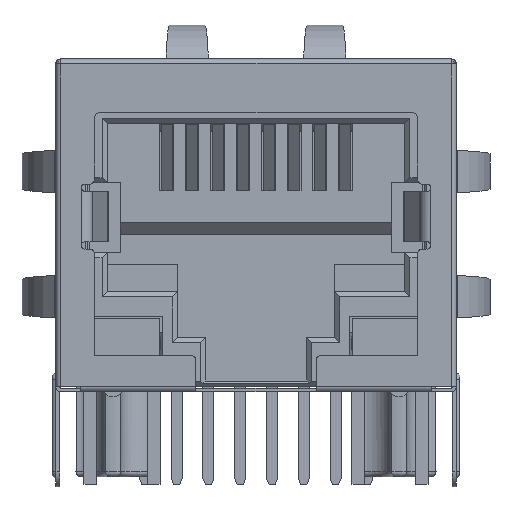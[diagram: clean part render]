
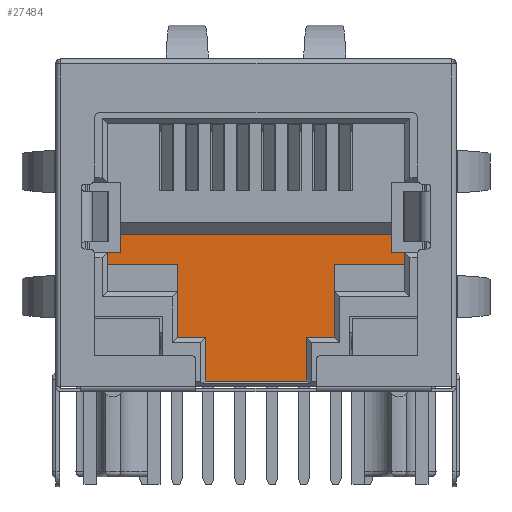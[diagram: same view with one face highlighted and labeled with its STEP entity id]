
A CAD part, front view. The second image highlights one B-rep face of the part: STEP entity #27484.
In plain terms, the highlighted planar face has unit normal (0, -1, 0).
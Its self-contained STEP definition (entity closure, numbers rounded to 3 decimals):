
#2891=ORIENTED_EDGE('',*,*,#10319,.F.);
#2892=ORIENTED_EDGE('',*,*,#10214,.T.);
#2893=ORIENTED_EDGE('',*,*,#10252,.F.);
#2894=ORIENTED_EDGE('',*,*,#10169,.F.);
#2895=ORIENTED_EDGE('',*,*,#10218,.F.);
#2896=ORIENTED_EDGE('',*,*,#10250,.F.);
#2897=ORIENTED_EDGE('',*,*,#10420,.T.);
#2898=ORIENTED_EDGE('',*,*,#10248,.T.);
#2899=ORIENTED_EDGE('',*,*,#10236,.F.);
#2900=ORIENTED_EDGE('',*,*,#10161,.T.);
#2901=ORIENTED_EDGE('',*,*,#10254,.T.);
#2902=ORIENTED_EDGE('',*,*,#10243,.T.);
#2903=ORIENTED_EDGE('',*,*,#10315,.T.);
#2904=ORIENTED_EDGE('',*,*,#10318,.T.);
#2905=ORIENTED_EDGE('',*,*,#9699,.T.);
#2906=ORIENTED_EDGE('',*,*,#10149,.T.);
#2907=ORIENTED_EDGE('',*,*,#10204,.T.);
#2908=ORIENTED_EDGE('',*,*,#10206,.T.);
#2909=ORIENTED_EDGE('',*,*,#9663,.T.);
#2910=ORIENTED_EDGE('',*,*,#10321,.F.);
#9663=EDGE_CURVE('',#13797,#13798,#16482,.T.);
#9699=EDGE_CURVE('',#13834,#13833,#16518,.T.);
#10149=EDGE_CURVE('',#13833,#14211,#16920,.T.);
#10161=EDGE_CURVE('',#14218,#14217,#16932,.T.);
#10169=EDGE_CURVE('',#14224,#14225,#16940,.T.);
#10204=EDGE_CURVE('',#14211,#14241,#16975,.T.);
#10206=EDGE_CURVE('',#14241,#13797,#16977,.T.);
#10214=EDGE_CURVE('',#14242,#14246,#16985,.T.);
#10218=EDGE_CURVE('',#14247,#14224,#16989,.T.);
#10236=EDGE_CURVE('',#14218,#14256,#17007,.T.);
#10243=EDGE_CURVE('',#14259,#14258,#17014,.T.);
#10248=EDGE_CURVE('',#14261,#14256,#17019,.T.);
#10250=EDGE_CURVE('',#14262,#14247,#17021,.T.);
#10252=EDGE_CURVE('',#14225,#14246,#17023,.T.);
#10254=EDGE_CURVE('',#14217,#14259,#17025,.T.);
#10315=EDGE_CURVE('',#14258,#14270,#17086,.T.);
#10318=EDGE_CURVE('',#14270,#13834,#17089,.T.);
#10319=EDGE_CURVE('',#14242,#14271,#17090,.T.);
#10321=EDGE_CURVE('',#14271,#13798,#17092,.T.);
#10420=EDGE_CURVE('',#14262,#14261,#17163,.T.);
#13797=VERTEX_POINT('',#42362);
#13798=VERTEX_POINT('',#42363);
#13833=VERTEX_POINT('',#42433);
#13834=VERTEX_POINT('',#42435);
#14211=VERTEX_POINT('',#43366);
#14217=VERTEX_POINT('',#43386);
#14218=VERTEX_POINT('',#43388);
#14224=VERTEX_POINT('',#43404);
#14225=VERTEX_POINT('',#43405);
#14241=VERTEX_POINT('',#43473);
#14242=VERTEX_POINT('',#43481);
#14246=VERTEX_POINT('',#43490);
#14247=VERTEX_POINT('',#43497);
#14256=VERTEX_POINT('',#43530);
#14258=VERTEX_POINT('',#43539);
#14259=VERTEX_POINT('',#43541);
#14261=VERTEX_POINT('',#43547);
#14262=VERTEX_POINT('',#43552);
#14270=VERTEX_POINT('',#43672);
#14271=VERTEX_POINT('',#43680);
#16482=LINE('',#42361,#19704);
#16518=LINE('',#42434,#19740);
#16920=LINE('',#43367,#20142);
#16932=LINE('',#43387,#20154);
#16940=LINE('',#43403,#20162);
#16975=LINE('',#43474,#20197);
#16977=LINE('',#43477,#20199);
#16985=LINE('',#43491,#20207);
#16989=LINE('',#43498,#20211);
#17007=LINE('',#43529,#20229);
#17014=LINE('',#43540,#20236);
#17019=LINE('',#43549,#20241);
#17021=LINE('',#43553,#20243);
#17023=LINE('',#43556,#20245);
#17025=LINE('',#43560,#20247);
#17086=LINE('',#43671,#20308);
#17089=LINE('',#43677,#20311);
#17090=LINE('',#43679,#20312);
#17092=LINE('',#43683,#20314);
#17163=LINE('',#43962,#20385);
#19704=VECTOR('',#35333,1000.);
#19740=VECTOR('',#35369,1000.);
#20142=VECTOR('',#35997,1000.);
#20154=VECTOR('',#36013,1000.);
#20162=VECTOR('',#36025,1000.);
#20197=VECTOR('',#36096,1000.);
#20199=VECTOR('',#36100,1000.);
#20207=VECTOR('',#36110,1000.);
#20211=VECTOR('',#36118,1000.);
#20229=VECTOR('',#36146,1000.);
#20236=VECTOR('',#36155,1000.);
#20241=VECTOR('',#36162,1000.);
#20243=VECTOR('',#36166,1000.);
#20245=VECTOR('',#36170,1000.);
#20247=VECTOR('',#36176,1000.);
#20308=VECTOR('',#36323,1000.);
#20311=VECTOR('',#36330,1000.);
#20312=VECTOR('',#36333,1000.);
#20314=VECTOR('',#36337,1000.);
#20385=VECTOR('',#36632,1000.);
#23192=EDGE_LOOP('',(#2891,#2892,#2893,#2894,#2895,#2896,#2897,#2898,#2899,
#2900,#2901,#2902,#2903,#2904,#2905,#2906,#2907,#2908,#2909,#2910));
#24753=FACE_BOUND('',#23192,.T.);
#26274=PLANE('',#33736);
#27484=ADVANCED_FACE('',(#24753),#26274,.F.);
#33736=AXIS2_PLACEMENT_3D('',#43963,#36633,#36634);
#35333=DIRECTION('',(-1.,0.,0.));
#35369=DIRECTION('',(-1.,0.,0.));
#35997=DIRECTION('',(0.,0.,-1.));
#36013=DIRECTION('',(0.,0.,-1.));
#36025=DIRECTION('',(0.,0.,-1.));
#36096=DIRECTION('',(1.,0.,0.));
#36100=DIRECTION('',(0.,0.,1.));
#36110=DIRECTION('',(0.,0.,1.));
#36118=DIRECTION('',(1.,0.,0.));
#36146=DIRECTION('',(1.,0.,0.));
#36155=DIRECTION('',(0.,0.,-1.));
#36162=DIRECTION('',(0.,0.,-1.));
#36166=DIRECTION('',(0.,0.,-1.));
#36170=DIRECTION('',(-1.,0.,0.));
#36176=DIRECTION('',(1.,0.,0.));
#36323=DIRECTION('',(1.,0.,0.));
#36330=DIRECTION('',(0.,0.,-1.));
#36333=DIRECTION('',(-1.,0.,0.));
#36337=DIRECTION('',(0.,0.,-1.));
#36632=DIRECTION('',(-1.,0.,0.));
#36633=DIRECTION('',(0.,1.,0.));
#36634=DIRECTION('',(0.,0.,1.));
#42361=CARTESIAN_POINT('',(2.03,0.911,-5.8));
#42362=CARTESIAN_POINT('',(2.03,0.911,-5.8));
#42363=CARTESIAN_POINT('',(2.025,0.911,-5.8));
#42433=CARTESIAN_POINT('',(-2.03,0.911,-5.8));
#42434=CARTESIAN_POINT('',(2.03,0.911,-5.8));
#42435=CARTESIAN_POINT('',(-2.025,0.911,-5.8));
#43366=CARTESIAN_POINT('',(-2.03,0.911,-6.17));
#43367=CARTESIAN_POINT('',(-2.03,0.911,-5.8));
#43386=CARTESIAN_POINT('',(-5.95,0.911,-1.53));
#43387=CARTESIAN_POINT('',(-5.95,0.911,-0.31));
#43388=CARTESIAN_POINT('',(-5.95,0.911,-1.04));
#43403=CARTESIAN_POINT('',(5.95,0.911,-0.31));
#43404=CARTESIAN_POINT('',(5.95,0.911,-1.04));
#43405=CARTESIAN_POINT('',(5.95,0.911,-1.53));
#43473=CARTESIAN_POINT('',(2.03,0.911,-6.17));
#43474=CARTESIAN_POINT('',(-2.03,0.911,-6.17));
#43477=CARTESIAN_POINT('',(2.03,0.911,-6.17));
#43481=CARTESIAN_POINT('',(3.15,0.911,-4.42));
#43490=CARTESIAN_POINT('',(3.15,0.911,-1.53));
#43491=CARTESIAN_POINT('',(3.15,0.911,-4.42));
#43497=CARTESIAN_POINT('',(5.425,0.911,-1.04));
#43498=CARTESIAN_POINT('',(5.95,0.911,-1.04));
#43529=CARTESIAN_POINT('',(-6.725,0.911,-1.04));
#43530=CARTESIAN_POINT('',(-5.425,0.911,-1.04));
#43539=CARTESIAN_POINT('',(-3.15,0.911,-4.42));
#43540=CARTESIAN_POINT('',(-3.15,0.911,-1.53));
#43541=CARTESIAN_POINT('',(-3.15,0.911,-1.53));
#43547=CARTESIAN_POINT('',(-5.425,0.911,-0.31));
#43549=CARTESIAN_POINT('',(-5.425,0.911,1.76));
#43552=CARTESIAN_POINT('',(5.425,0.911,-0.31));
#43553=CARTESIAN_POINT('',(5.425,0.911,1.76));
#43556=CARTESIAN_POINT('',(5.95,0.911,-1.53));
#43560=CARTESIAN_POINT('',(-5.95,0.911,-1.53));
#43671=CARTESIAN_POINT('',(-2.025,0.911,-4.42));
#43672=CARTESIAN_POINT('',(-2.025,0.911,-4.42));
#43677=CARTESIAN_POINT('',(-2.025,0.911,-5.8));
#43679=CARTESIAN_POINT('',(2.025,0.911,-4.42));
#43680=CARTESIAN_POINT('',(2.025,0.911,-4.42));
#43683=CARTESIAN_POINT('',(2.025,0.911,-5.8));
#43962=CARTESIAN_POINT('',(5.95,0.911,-0.31));
#43963=CARTESIAN_POINT('',(5.95,0.911,-0.31));
